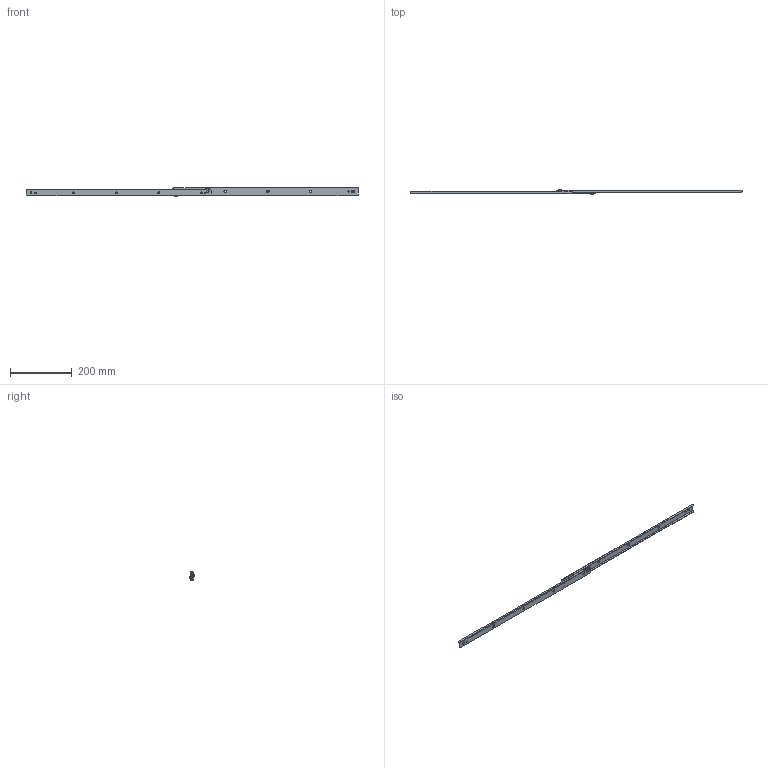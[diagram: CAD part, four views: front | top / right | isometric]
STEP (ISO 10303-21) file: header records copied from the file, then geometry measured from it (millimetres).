
FILE_DESCRIPTION((''),'2;1');
FILE_NAME('','2005-12-15T09:37:50',(''),(''),'','CADfix','');
FILE_SCHEMA(('AUTOMOTIVE_DESIGN'));
Length unit declared in the file: millimetre
Products named in the file (4): roller; member_B; member_A; TM_84_1_5971_36
Assembly tree (4 placements, depth 2):
  TM_84_1_5971_36
    roller  x2
    member_B
    member_A
Bounding box: 1075 x 13.4 x 29.6 mm (x, y, z)
Volume: 66831.2 mm3; surface area: 83858.9 mm2
Topology: 4 solids, 4 shells, 121 faces, 425 edges, 314 vertices
Faces by surface type: bspline 121
Entity records: 4266 total; most frequent: CARTESIAN_POINT 2222, ORIENTED_EDGE 730, EDGE_CURVE 365, VERTEX_POINT 268, QUASI_UNIFORM_CURVE 147, EDGE_LOOP 137, FACE_OUTER_BOUND 103, ADVANCED_FACE 103
